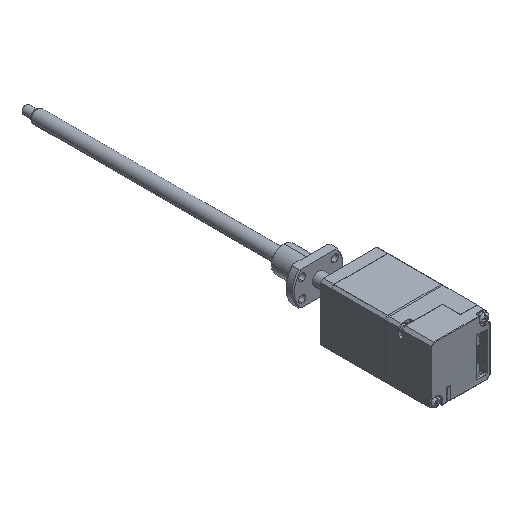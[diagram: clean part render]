
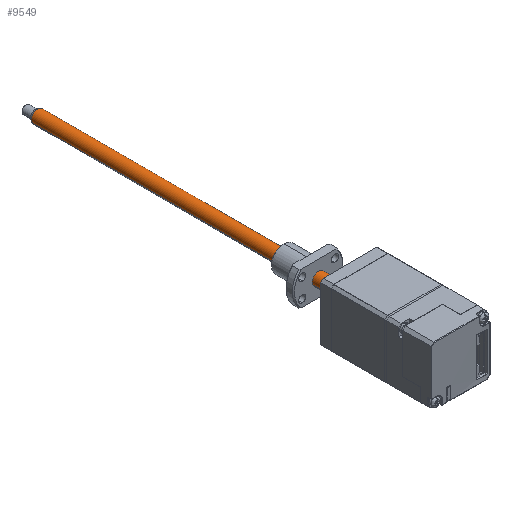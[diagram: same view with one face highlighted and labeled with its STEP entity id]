
A CAD part, isometric view. The second image highlights one B-rep face of the part: STEP entity #9549.
In plain terms, the highlighted cylindrical face has radius 3 mm (diameter 6 mm), a partial arc.
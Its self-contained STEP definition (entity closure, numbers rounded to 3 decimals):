
#668 = CARTESIAN_POINT ( 'NONE',  ( -12.711, 149.026, 19.6 ) ) ;
#1994 = DIRECTION ( 'NONE',  ( 0., -1., 0. ) ) ;
#2817 = CARTESIAN_POINT ( 'NONE',  ( -15.523, 149.026, 18.555 ) ) ;
#2931 = ORIENTED_EDGE ( 'NONE', *, *, #6651, .F. ) ;
#3970 = VECTOR ( 'NONE', #6585, 1000. ) ;
#4396 = ORIENTED_EDGE ( 'NONE', *, *, #4827, .T. ) ;
#4695 = DIRECTION ( 'NONE',  ( -0.937, 0., -0.348 ) ) ;
#4827 = EDGE_CURVE ( 'NONE', #12011, #15490, #8759, .T. ) ;
#4910 = DIRECTION ( 'NONE',  ( 0., -1., 0. ) ) ;
#5287 = CARTESIAN_POINT ( 'NONE',  ( -9.899, 148.026, 20.645 ) ) ;
#5857 = AXIS2_PLACEMENT_3D ( 'NONE', #12231, #4910, #4695 ) ;
#6585 = DIRECTION ( 'NONE',  ( 0., -1., 0. ) ) ;
#6651 = EDGE_CURVE ( 'NONE', #12011, #9491, #6735, .T. ) ;
#6735 = LINE ( 'NONE', #9214, #12999 ) ;
#6956 = DIRECTION ( 'NONE',  ( 0.937, 0., 0.348 ) ) ;
#6983 = CIRCLE ( 'NONE', #5857, 3. ) ;
#7188 = ORIENTED_EDGE ( 'NONE', *, *, #15723, .F. ) ;
#8285 = DIRECTION ( 'NONE',  ( -0.937, 0., -0.348 ) ) ;
#8759 = CIRCLE ( 'NONE', #9205, 3. ) ;
#9205 = AXIS2_PLACEMENT_3D ( 'NONE', #15642, #1994, #6956 ) ;
#9214 = CARTESIAN_POINT ( 'NONE',  ( -9.899, 149.026, 20.645 ) ) ;
#9383 = DIRECTION ( 'NONE',  ( 0., -1., 0. ) ) ;
#9491 = VERTEX_POINT ( 'NONE', #10526 ) ;
#9549 = ADVANCED_FACE ( 'NONE', ( #10524 ), #14051, .T. ) ;
#10225 = AXIS2_PLACEMENT_3D ( 'NONE', #668, #9383, #8285 ) ;
#10524 = FACE_OUTER_BOUND ( 'NONE', #15505, .T. ) ;
#10526 = CARTESIAN_POINT ( 'NONE',  ( -9.899, 3.026, 20.645 ) ) ;
#11685 = DIRECTION ( 'NONE',  ( 0., -1., 0. ) ) ;
#12011 = VERTEX_POINT ( 'NONE', #5287 ) ;
#12231 = CARTESIAN_POINT ( 'NONE',  ( -12.711, 3.026, 19.6 ) ) ;
#12849 = CARTESIAN_POINT ( 'NONE',  ( -15.523, 3.026, 18.555 ) ) ;
#12999 = VECTOR ( 'NONE', #11685, 1000. ) ;
#13686 = EDGE_CURVE ( 'NONE', #15490, #15611, #13740, .T. ) ;
#13740 = LINE ( 'NONE', #2817, #3970 ) ;
#14051 = CYLINDRICAL_SURFACE ( 'NONE', #10225, 3. ) ;
#14914 = CARTESIAN_POINT ( 'NONE',  ( -15.523, 148.026, 18.555 ) ) ;
#15490 = VERTEX_POINT ( 'NONE', #14914 ) ;
#15505 = EDGE_LOOP ( 'NONE', ( #2931, #4396, #15530, #7188 ) ) ;
#15530 = ORIENTED_EDGE ( 'NONE', *, *, #13686, .T. ) ;
#15611 = VERTEX_POINT ( 'NONE', #12849 ) ;
#15642 = CARTESIAN_POINT ( 'NONE',  ( -12.711, 148.026, 19.6 ) ) ;
#15723 = EDGE_CURVE ( 'NONE', #9491, #15611, #6983, .T. ) ;
